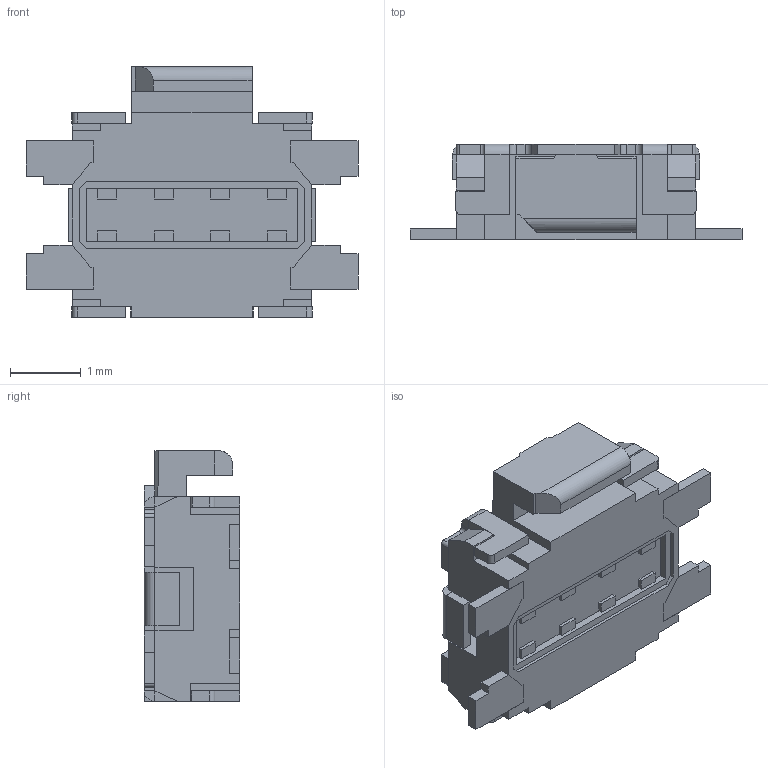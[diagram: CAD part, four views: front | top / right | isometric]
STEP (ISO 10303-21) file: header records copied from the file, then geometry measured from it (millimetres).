
FILE_DESCRIPTION(/* description */ (''),/* implementation_level */ '2;1');
FILE_NAME(/* name */ 'Switch_Reset.step',/* time_stamp */ '2024-06-19T19:26:19-06:00',/* author */ (''),/* organization */ (''),/* preprocessor_version */ 'ST-DEVELOPER v20',/* originating_system */ 'Autodesk Translation Framework v13.14.0.145',/* authorisation */ '');
FILE_SCHEMA (('AUTOMOTIVE_DESIGN { 1 0 10303 214 3 1 1 }'));
Length unit declared in the file: millimetre
Products named in the file (1): EVQ-P7A01P
Bounding box: 4.7 x 1.35 x 3.55 mm (x, y, z)
Volume: 12.6 mm3; surface area: 75.4 mm2
Topology: 6 solids, 6 shells, 326 faces, 871 edges, 560 vertices
Faces by surface type: plane 291, cylinder 35
Entity records: 9984 total; most frequent: CARTESIAN_POINT 1758, ORIENTED_EDGE 1742, DIRECTION 1597, EDGE_CURVE 871, LINE 799, VECTOR 799, VERTEX_POINT 560, AXIS2_PLACEMENT_3D 399
